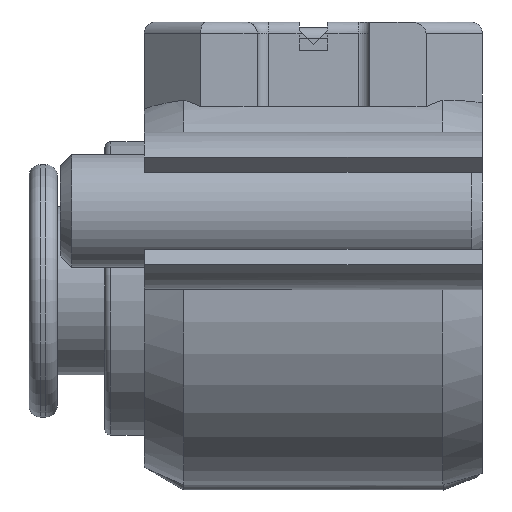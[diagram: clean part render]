
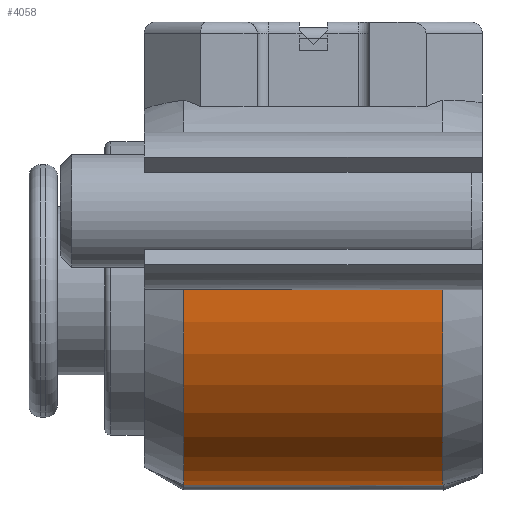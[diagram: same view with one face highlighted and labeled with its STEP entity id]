
A CAD part, left-side view. The second image highlights one B-rep face of the part: STEP entity #4058.
In plain terms, the highlighted cylindrical face has radius 7 mm (diameter 14 mm), a partial arc.
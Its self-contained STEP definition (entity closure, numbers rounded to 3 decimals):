
#358=CYLINDRICAL_SURFACE('',#4540,7.);
#556=FACE_OUTER_BOUND('',#814,.T.);
#814=EDGE_LOOP('',(#3402,#3403,#3404,#3405));
#1077=LINE('',#7225,#1332);
#1080=LINE('',#7267,#1335);
#1332=VECTOR('',#5558,10.);
#1335=VECTOR('',#5587,10.);
#1573=CIRCLE('',#4536,7.);
#1575=CIRCLE('',#4541,7.);
#1905=VERTEX_POINT('',#7216);
#1906=VERTEX_POINT('',#7223);
#1910=VERTEX_POINT('',#7247);
#1912=VERTEX_POINT('',#7265);
#2430=EDGE_CURVE('',#1906,#1905,#1077,.T.);
#2437=EDGE_CURVE('',#1905,#1910,#1573,.T.);
#2442=EDGE_CURVE('',#1912,#1906,#1575,.T.);
#2443=EDGE_CURVE('',#1912,#1910,#1080,.T.);
#3402=ORIENTED_EDGE('',*,*,#2437,.F.);
#3403=ORIENTED_EDGE('',*,*,#2430,.F.);
#3404=ORIENTED_EDGE('',*,*,#2442,.F.);
#3405=ORIENTED_EDGE('',*,*,#2443,.T.);
#4058=ADVANCED_FACE('',(#556),#358,.T.);
#4536=AXIS2_PLACEMENT_3D('',#7248,#5574,#5575);
#4540=AXIS2_PLACEMENT_3D('',#7264,#5583,#5584);
#4541=AXIS2_PLACEMENT_3D('',#7266,#5585,#5586);
#5558=DIRECTION('',(0.,1.,0.));
#5574=DIRECTION('center_axis',(0.,1.,0.));
#5575=DIRECTION('ref_axis',(-0.906,0.,0.423));
#5583=DIRECTION('center_axis',(0.,1.,0.));
#5584=DIRECTION('ref_axis',(0.906,0.,-0.423));
#5585=DIRECTION('center_axis',(0.,-1.,0.));
#5586=DIRECTION('ref_axis',(-0.906,0.,0.423));
#5587=DIRECTION('',(0.,1.,0.));
#7216=CARTESIAN_POINT('',(2.142,10.6,-6.664));
#7223=CARTESIAN_POINT('',(2.142,1.4,-6.664));
#7225=CARTESIAN_POINT('',(2.142,0.,-6.664));
#7247=CARTESIAN_POINT('',(-7.,10.6,-0.02));
#7248=CARTESIAN_POINT('Origin',(0.,10.6,0.));
#7264=CARTESIAN_POINT('Origin',(0.,0.,0.));
#7265=CARTESIAN_POINT('',(-7.,1.4,-0.02));
#7266=CARTESIAN_POINT('Origin',(0.,1.4,0.));
#7267=CARTESIAN_POINT('',(-7.,0.,-0.02));
